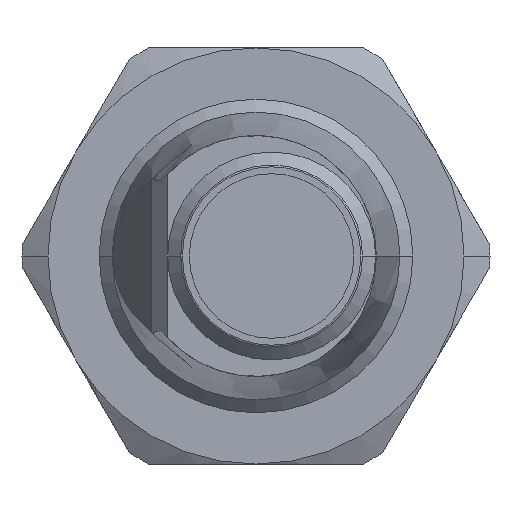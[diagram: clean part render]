
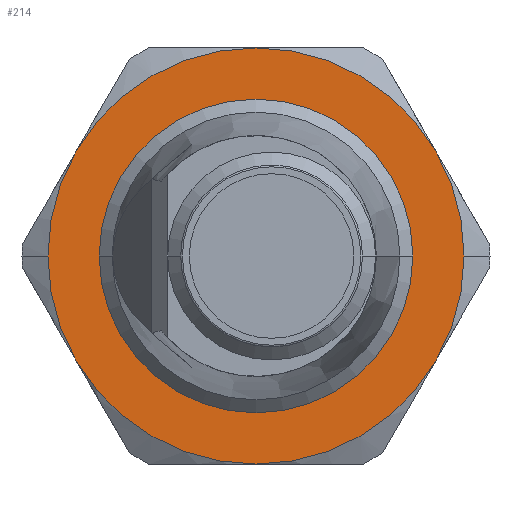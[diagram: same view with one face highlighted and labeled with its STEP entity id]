
A CAD part, left-side view. The second image highlights one B-rep face of the part: STEP entity #214.
In plain terms, the highlighted planar face has unit normal (-1, 0, 0).
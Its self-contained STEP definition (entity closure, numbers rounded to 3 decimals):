
#214=ADVANCED_FACE('',(#534,#535),#536,.F.);
#534=FACE_OUTER_BOUND('',#855,.T.);
#535=FACE_BOUND('',#856,.T.);
#536=PLANE('',#857);
#855=EDGE_LOOP('',(#2000,#2001,#2002,#2003,#2004,#2005,#2006,#2007));
#856=EDGE_LOOP('',(#2008,#2009));
#857=AXIS2_PLACEMENT_3D('',#2010,#2011,#2012);
#2000=ORIENTED_EDGE('',*,*,#2335,.F.);
#2001=ORIENTED_EDGE('',*,*,#2332,.F.);
#2002=ORIENTED_EDGE('',*,*,#2329,.F.);
#2003=ORIENTED_EDGE('',*,*,#2288,.F.);
#2004=ORIENTED_EDGE('',*,*,#2327,.F.);
#2005=ORIENTED_EDGE('',*,*,#2343,.F.);
#2006=ORIENTED_EDGE('',*,*,#2282,.F.);
#2007=ORIENTED_EDGE('',*,*,#2338,.F.);
#2008=ORIENTED_EDGE('',*,*,#2264,.F.);
#2009=ORIENTED_EDGE('',*,*,#2360,.F.);
#2010=CARTESIAN_POINT('',(-39.2,0.,0.));
#2011=DIRECTION('',(1.0,0.,0.));
#2012=DIRECTION('',(0.,0.0,1.0));
#2264=EDGE_CURVE('',#2765,#2768,#2769,.T.);
#2282=EDGE_CURVE('',#2799,#2802,#2803,.T.);
#2288=EDGE_CURVE('',#2812,#2808,#2814,.T.);
#2327=EDGE_CURVE('',#2878,#2812,#2880,.T.);
#2329=EDGE_CURVE('',#2808,#2882,#2883,.T.);
#2332=EDGE_CURVE('',#2882,#2886,#2887,.T.);
#2335=EDGE_CURVE('',#2886,#2890,#2891,.T.);
#2338=EDGE_CURVE('',#2890,#2799,#2894,.T.);
#2343=EDGE_CURVE('',#2802,#2878,#2900,.T.);
#2360=EDGE_CURVE('',#2768,#2765,#2920,.T.);
#2765=VERTEX_POINT('',#3822);
#2768=VERTEX_POINT('',#3826);
#2769=CIRCLE('',#3827,9.0);
#2799=VERTEX_POINT('',#3886);
#2802=VERTEX_POINT('',#3890);
#2803=CIRCLE('',#3891,12.005);
#2808=VERTEX_POINT('',#3907);
#2812=VERTEX_POINT('',#3912);
#2814=CIRCLE('',#3925,12.005);
#2878=VERTEX_POINT('',#4007);
#2880=CIRCLE('',#4020,12.005);
#2882=VERTEX_POINT('',#4033);
#2883=CIRCLE('',#4034,12.005);
#2886=VERTEX_POINT('',#4059);
#2887=CIRCLE('',#4060,12.005);
#2890=VERTEX_POINT('',#4085);
#2891=CIRCLE('',#4086,12.005);
#2894=CIRCLE('',#4111,12.005);
#2900=CIRCLE('',#4161,12.005);
#2920=CIRCLE('',#4269,9.0);
#3822=CARTESIAN_POINT('',(-39.2,-9.0,0.));
#3826=CARTESIAN_POINT('',(-39.2,9.0,0.));
#3827=AXIS2_PLACEMENT_3D('',#4759,#4760,#4761);
#3886=CARTESIAN_POINT('',(-39.2,-12.005,0.));
#3890=CARTESIAN_POINT('',(-39.2,-10.397,-6.003));
#3891=AXIS2_PLACEMENT_3D('',#4791,#4792,#4793);
#3907=CARTESIAN_POINT('',(-39.2,12.005,0.));
#3912=CARTESIAN_POINT('',(-39.2,10.397,-6.003));
#3925=AXIS2_PLACEMENT_3D('',#4801,#4802,#4803);
#4007=CARTESIAN_POINT('',(-39.2,0.0,-12.005));
#4020=AXIS2_PLACEMENT_3D('',#4879,#4880,#4881);
#4033=CARTESIAN_POINT('',(-39.2,10.397,6.002));
#4034=AXIS2_PLACEMENT_3D('',#4882,#4883,#4884);
#4059=CARTESIAN_POINT('',(-39.2,0.,12.005));
#4060=AXIS2_PLACEMENT_3D('',#4885,#4886,#4887);
#4085=CARTESIAN_POINT('',(-39.2,-10.397,6.003));
#4086=AXIS2_PLACEMENT_3D('',#4888,#4889,#4890);
#4111=AXIS2_PLACEMENT_3D('',#4891,#4892,#4893);
#4161=AXIS2_PLACEMENT_3D('',#4894,#4895,#4896);
#4269=AXIS2_PLACEMENT_3D('',#4921,#4922,#4923);
#4759=CARTESIAN_POINT('',(-39.2,0.0,0.));
#4760=DIRECTION('',(-1.0,0.,0.));
#4761=DIRECTION('',(0.,-1.0,0.));
#4791=CARTESIAN_POINT('',(-39.2,0.0,0.));
#4792=DIRECTION('',(1.0,0.,0.));
#4793=DIRECTION('',(0.,-1.0,0.));
#4801=CARTESIAN_POINT('',(-39.2,0.0,0.));
#4802=DIRECTION('',(1.0,0.,0.));
#4803=DIRECTION('',(0.,-1.0,0.));
#4879=CARTESIAN_POINT('',(-39.2,0.0,0.));
#4880=DIRECTION('',(1.0,0.,0.));
#4881=DIRECTION('',(0.,-1.0,0.));
#4882=CARTESIAN_POINT('',(-39.2,0.0,0.));
#4883=DIRECTION('',(1.0,0.,0.));
#4884=DIRECTION('',(0.,-1.0,0.));
#4885=CARTESIAN_POINT('',(-39.2,0.0,0.));
#4886=DIRECTION('',(1.0,0.,0.));
#4887=DIRECTION('',(0.,-1.0,0.));
#4888=CARTESIAN_POINT('',(-39.2,0.0,0.));
#4889=DIRECTION('',(1.0,0.,0.));
#4890=DIRECTION('',(0.,-1.0,0.));
#4891=CARTESIAN_POINT('',(-39.2,0.0,0.));
#4892=DIRECTION('',(1.0,0.,0.));
#4893=DIRECTION('',(0.,-1.0,0.));
#4894=CARTESIAN_POINT('',(-39.2,0.0,0.));
#4895=DIRECTION('',(1.0,0.,0.));
#4896=DIRECTION('',(0.,-1.0,0.));
#4921=CARTESIAN_POINT('',(-39.2,0.0,0.));
#4922=DIRECTION('',(-1.0,0.,0.));
#4923=DIRECTION('',(0.,-1.0,0.));
